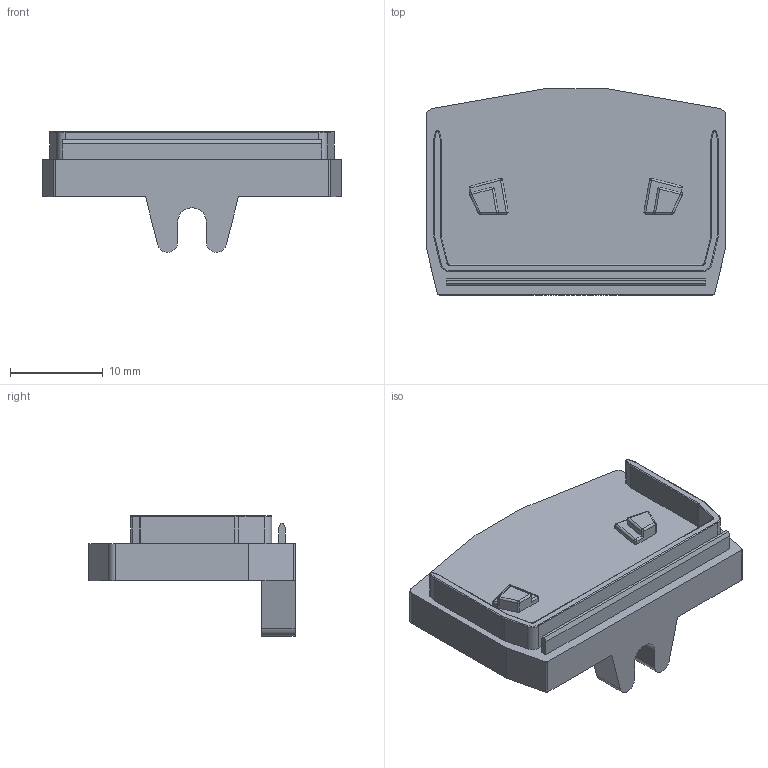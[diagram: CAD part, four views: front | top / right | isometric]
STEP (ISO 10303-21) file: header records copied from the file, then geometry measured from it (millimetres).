
FILE_DESCRIPTION( ( 'STEP AP203' ), '1' );
FILE_NAME( 'SDUNS2.5-C.stp', '2023-01-04T11:14:17', ( ' ' ), ( ' ' ), 'XStep 1.0', ' ', ' ' );
FILE_SCHEMA( ( 'CONFIG_CONTROL_DESIGN) ( )' ) );
Length unit declared in the file: metre
Products named in the file (1): 1
Bounding box: 32.2 x 22.2 x 13 mm (x, y, z)
Volume: 3055.8 mm3; surface area: 2390.2 mm2
Topology: 1 solids, 1 shells, 162 faces, 405 edges, 239 vertices
Faces by surface type: cylinder 73, plane 57, sphere 16, torus 14, bspline 2
Entity records: 4747 total; most frequent: DIRECTION 862, CARTESIAN_POINT 846, ORIENTED_EDGE 782, EDGE_CURVE 391, AXIS2_PLACEMENT_3D 319, VERTEX_POINT 235, LINE 224, VECTOR 224
